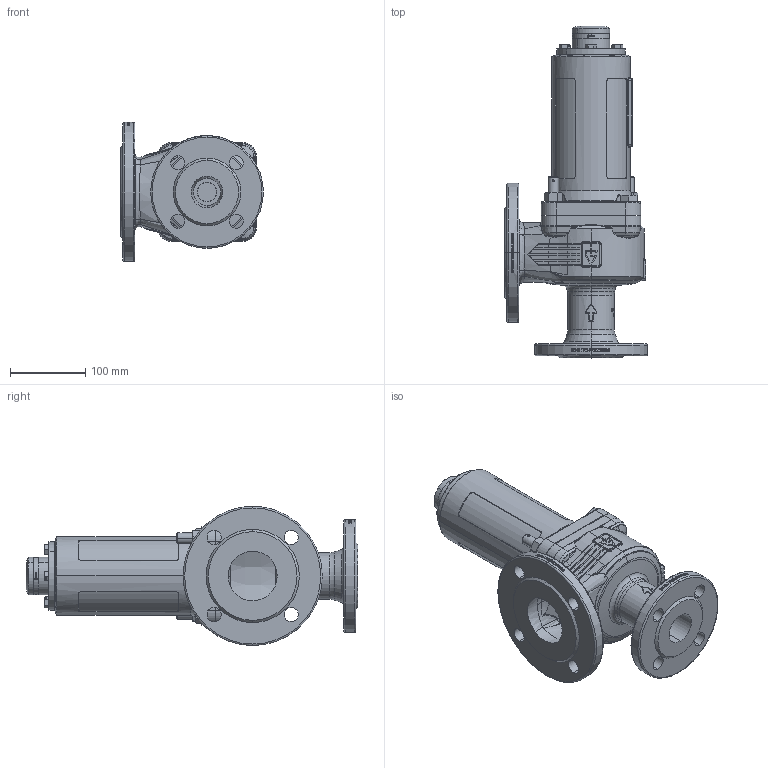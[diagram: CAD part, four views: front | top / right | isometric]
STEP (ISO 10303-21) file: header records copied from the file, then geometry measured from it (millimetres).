
FILE_DESCRIPTION (( 'STEP AP214' ), '1' );
FILE_NAME ('355TGFO_40_FLFL_4065_MD.STEP', '2020-07-27T07:02:58', ( '' ), ( '' ), 'SwSTEP 2.0', 'SolidWorks 2020', '' );
FILE_SCHEMA (( 'AUTOMOTIVE_DESIGN' ));
Length unit declared in the file: millimetre
Products named in the file (1): 355TGFO_40_FLFL_4065_MD
Bounding box: 190 x 441.5 x 185 mm (x, y, z)
Volume: 2053791.1 mm3; surface area: 472680.5 mm2
Topology: 15 solids, 15 shells, 2004 faces, 5479 edges, 3670 vertices
Faces by surface type: bspline 670, plane 525, cylinder 472, cone 224, torus 112, sphere 1
Entity records: 158430 total; most frequent: CARTESIAN_POINT 90679, ORIENTED_EDGE 10862, DIRECTION 7491, EDGE_CURVE 5431, VERTEX_POINT 3670, AXIS2_PLACEMENT_3D 2998, EDGE_LOOP 2285, B_SPLINE_CURVE_WITH_KNOTS 2227
